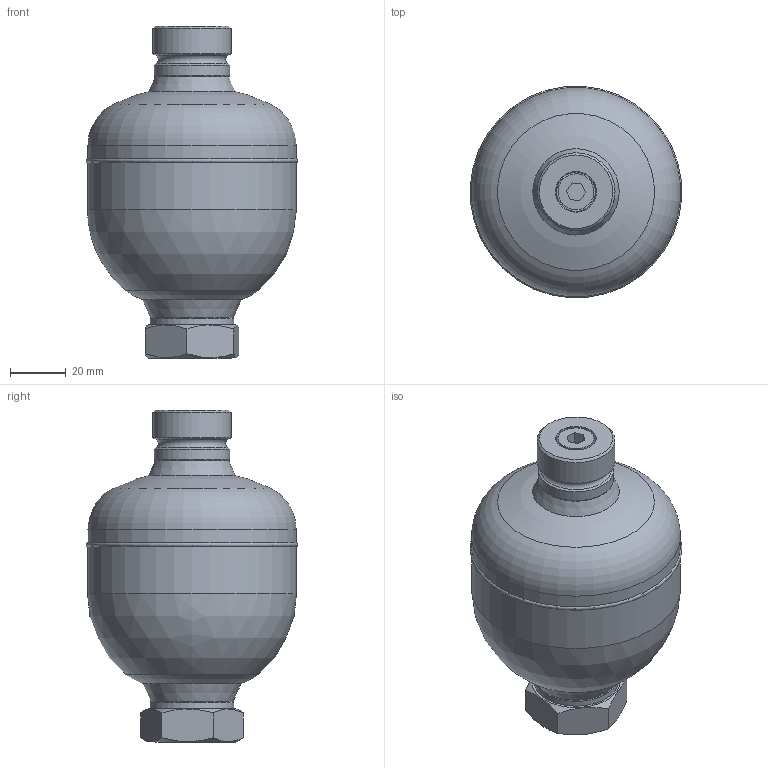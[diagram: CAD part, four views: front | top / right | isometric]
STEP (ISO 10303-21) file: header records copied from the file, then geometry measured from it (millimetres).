
FILE_DESCRIPTION(/* description */ ('Unknown'),/* implementation_level */ '2;1');
FILE_NAME(/* name */ 'AC.20050-001',/* time_stamp */ '2023-07-26T08:52:43+02:00',/* author */ ('Unknown'),/* organization */ ('Unknown'),/* preprocessor_version */ 'ST-DEVELOPER v18.102',/* originating_system */ 'Solid Edge',/* authorisation */ 'Unknown');
FILE_SCHEMA (('AUTOMOTIVE_DESIGN {1 0 10303 214 3 1 1}'));
Length unit declared in the file: millimetre
Products named in the file (11): 843_016.1315.024; BOTTOM COVER 0.16 250; C1_0; WASHER; AMW-0.16-P-250-C-C1-0-M_1,395_497_Fillet 2_oa_0; M8 SCERW; AMW-0.16-P-250-C-C1-0-M_1,395_497_Fillet 2_oa_1; TOP COVER 0.16 250; G S N M28 X 1.5_0; WELD; EBM
Assembly tree (10 placements, depth 2):
  843_016.1315.024
    BOTTOM COVER 0.16 250
    C1_0
    WASHER
    AMW-0.16-P-250-C-C1-0-M_1,395_497_Fillet 2_oa_0
    M8 SCERW
    AMW-0.16-P-250-C-C1-0-M_1,395_497_Fillet 2_oa_1
    TOP COVER 0.16 250
    G S N M28 X 1.5_0
    WELD
    EBM
Bounding box: 75.85 x 75.85 x 119.09 mm (x, y, z)
Volume: 295720.6 mm3; surface area: 44417.7 mm2
Topology: 9 solids, 9 shells, 74 faces, 145 edges, 89 vertices
Faces by surface type: plane 33, cylinder 20, cone 12, torus 5, sphere 4
Full cylindrical faces by diameter (mm): 5 x1, 6.917 x1, 7.994 x1, 8 x2, 12.85 x1, 14 x1, 14.2 x1, 18.631 x2, 27 x1, 28 x1, 29 x1, 30 x1, 73.4 x2, 75 x4
Entity records: 2346 total; most frequent: CARTESIAN_POINT 478, DIRECTION 315, ORIENTED_EDGE 200, AXIS2_PLACEMENT_3D 142, EDGE_LOOP 131, FACE_BOUND 131, EDGE_CURVE 100, VERTEX_POINT 85
